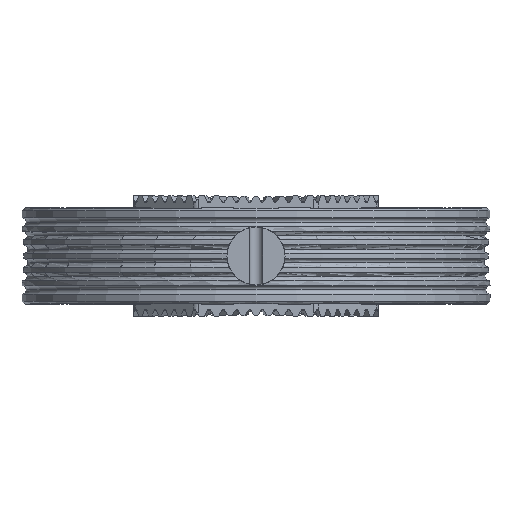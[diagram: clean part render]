
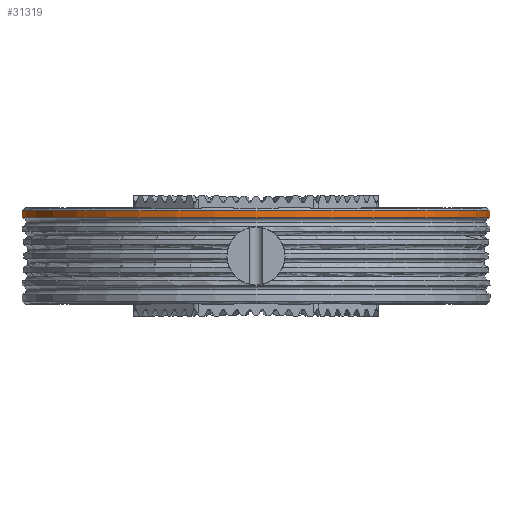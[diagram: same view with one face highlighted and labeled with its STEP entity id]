
A CAD part, front view. The second image highlights one B-rep face of the part: STEP entity #31319.
In plain terms, the highlighted cylindrical face has radius 87.567 mm (diameter 175.133 mm), a partial arc.
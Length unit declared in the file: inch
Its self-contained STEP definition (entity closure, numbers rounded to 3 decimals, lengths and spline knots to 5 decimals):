
#909 = DIRECTION ( 'NONE',  ( 0., 0., 1. ) ) ;
#1730 = VERTEX_POINT ( 'NONE', #32938 ) ;
#4350 = DIRECTION ( 'NONE',  ( 0., 0., -1. ) ) ;
#6164 = LINE ( 'NONE', #18597, #14649 ) ;
#6267 = AXIS2_PLACEMENT_3D ( 'NONE', #22284, #909, #25823 ) ;
#6746 = AXIS2_PLACEMENT_3D ( 'NONE', #34914, #31377, #27790 ) ;
#11123 = LINE ( 'NONE', #25707, #19455 ) ;
#11677 = EDGE_CURVE ( 'NONE', #36633, #29107, #26131, .T. ) ;
#11720 = ORIENTED_EDGE ( 'NONE', *, *, #24116, .T. ) ;
#14487 = ORIENTED_EDGE ( 'NONE', *, *, #26454, .F. ) ;
#14649 = VECTOR ( 'NONE', #15061, 39.37008 ) ;
#15061 = DIRECTION ( 'NONE',  ( 0., 0., -1. ) ) ;
#18597 = CARTESIAN_POINT ( 'NONE',  ( -3.4475, 0., 0.975 ) ) ;
#18898 = CIRCLE ( 'NONE', #6267, 3.4475 ) ;
#19455 = VECTOR ( 'NONE', #4350, 39.37008 ) ;
#20209 = CARTESIAN_POINT ( 'NONE',  ( -3.4475, 0., 0.67 ) ) ;
#21344 = DIRECTION ( 'NONE',  ( 0., 0., -1. ) ) ;
#22284 = CARTESIAN_POINT ( 'NONE',  ( 0., 0., 0.5625 ) ) ;
#24070 = EDGE_LOOP ( 'NONE', ( #14487, #33330, #11720, #26961 ) ) ;
#24116 = EDGE_CURVE ( 'NONE', #36633, #27043, #6164, .T. ) ;
#25707 = CARTESIAN_POINT ( 'NONE',  ( 3.4475, 0., 0.975 ) ) ;
#25823 = DIRECTION ( 'NONE',  ( 1., 0., 0. ) ) ;
#26131 = CIRCLE ( 'NONE', #6746, 3.4475 ) ;
#26454 = EDGE_CURVE ( 'NONE', #29107, #1730, #11123, .T. ) ;
#26961 = ORIENTED_EDGE ( 'NONE', *, *, #34225, .T. ) ;
#27043 = VERTEX_POINT ( 'NONE', #32956 ) ;
#27790 = DIRECTION ( 'NONE',  ( 1., 0., 0. ) ) ;
#28212 = FACE_OUTER_BOUND ( 'NONE', #24070, .T. ) ;
#29107 = VERTEX_POINT ( 'NONE', #38773 ) ;
#31279 = AXIS2_PLACEMENT_3D ( 'NONE', #45803, #21344, #42422 ) ;
#31319 = ADVANCED_FACE ( 'NONE', ( #28212 ), #45919, .T. ) ;
#31377 = DIRECTION ( 'NONE',  ( 0., 0., 1. ) ) ;
#32938 = CARTESIAN_POINT ( 'NONE',  ( 3.4475, 0., 0.5625 ) ) ;
#32956 = CARTESIAN_POINT ( 'NONE',  ( -3.4475, 0., 0.5625 ) ) ;
#33330 = ORIENTED_EDGE ( 'NONE', *, *, #11677, .F. ) ;
#34225 = EDGE_CURVE ( 'NONE', #27043, #1730, #18898, .T. ) ;
#34914 = CARTESIAN_POINT ( 'NONE',  ( 0., 0., 0.67 ) ) ;
#36633 = VERTEX_POINT ( 'NONE', #20209 ) ;
#38773 = CARTESIAN_POINT ( 'NONE',  ( 3.4475, 0., 0.67 ) ) ;
#42422 = DIRECTION ( 'NONE',  ( -1., 0., 0. ) ) ;
#45803 = CARTESIAN_POINT ( 'NONE',  ( 0., 0., 0.975 ) ) ;
#45919 = CYLINDRICAL_SURFACE ( 'NONE', #31279, 3.4475 ) ;
